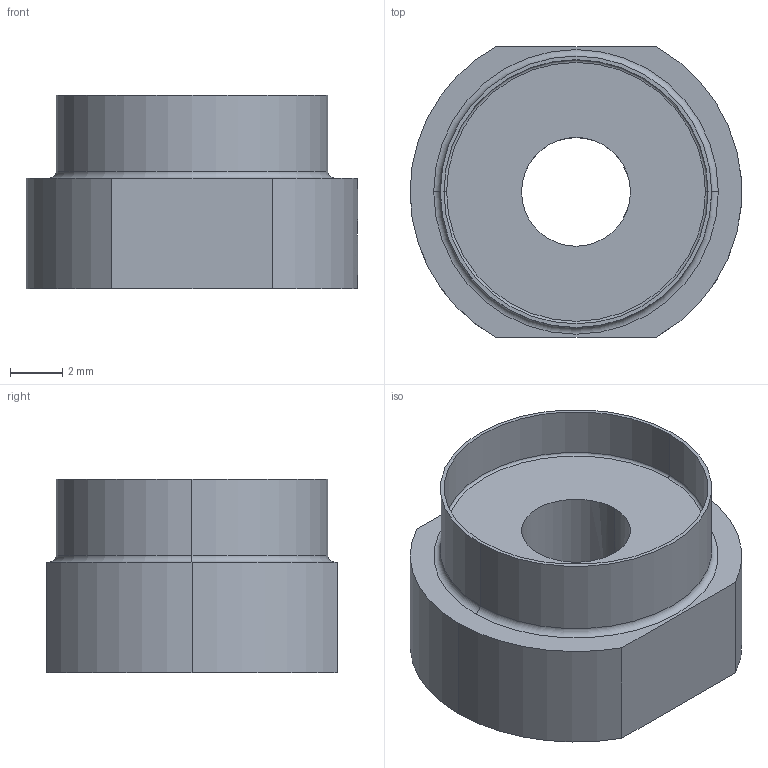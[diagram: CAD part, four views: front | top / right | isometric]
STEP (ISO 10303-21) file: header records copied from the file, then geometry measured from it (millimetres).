
FILE_DESCRIPTION (( 'STEP AP203' ), '1' );
FILE_NAME ('D0902494-v2_aLIGO_SUS_HSTS_Magnet Holder (Short), Upper Mass.STEP', '2010-07-06T20:34:40', ( 'Dwayne Giardina' ), ( 'CA Institute of Technology' ), 'SwSTEP 2.0', 'SolidWorks 2010', '' );
FILE_SCHEMA (( 'CONFIG_CONTROL_DESIGN' ));
Length unit declared in the file: inch
Products named in the file (1): D0902494-v2_aLIGO_SUS_HSTS_Magnet Holder (Short), Upper Mass
Bounding box: 12.7 x 11.11 x 7.42 mm (x, y, z)
Volume: 541.2 mm3; surface area: 625.1 mm2
Topology: 1 solids, 1 shells, 21 faces, 48 edges, 30 vertices
Faces by surface type: cylinder 11, plane 6, torus 4
Entity records: 715 total; most frequent: CARTESIAN_POINT 136, DIRECTION 114, ORIENTED_EDGE 96, AXIS2_PLACEMENT_3D 48, EDGE_CURVE 48, VERTEX_POINT 30, EDGE_LOOP 26, CIRCLE 26
